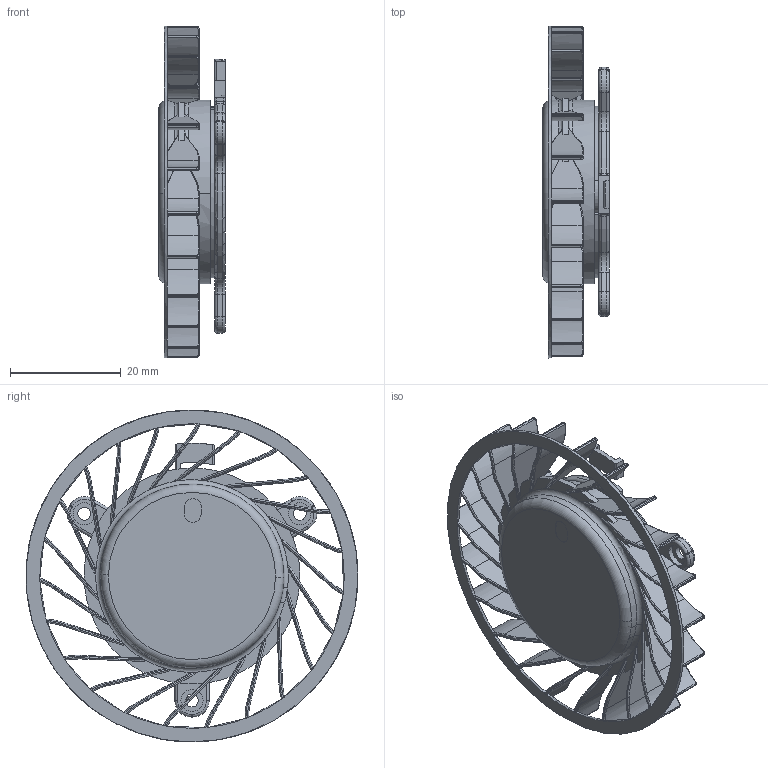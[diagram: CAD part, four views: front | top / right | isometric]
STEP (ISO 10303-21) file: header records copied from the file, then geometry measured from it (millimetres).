
FILE_DESCRIPTION((''),'2;1');
FILE_NAME('NB8CB00-15K11_FAN_20190201_ASM','2019-02-27T',('ALLEN.HAN'),(''),'PRO/ENGINEER BY PARAMETRIC TECHNOLOGY CORPORATION, 2009360','PRO/ENGINEER BY PARAMETRIC TECHNOLOGY CORPORATION, 2009360','');
FILE_SCHEMA(('CONFIG_CONTROL_DESIGN'));
Length unit declared in the file: millimetre
Products named in the file (8): SNC_PILLOW_17_1_1_1; BUSHING_8_1_1_1; FAN_ASSY_ASM_6_ASM_1_ASM_1_ASM__ASM; FAN_ASSY_NB8CB00-15K11_ASM_1_AS_ASM; FAN_ASSY_NB8CB00-15K11_20160728_ASM; SNC_IMPELLER_NB8CB00-15K11_1; FAN_ASSY_NB8CB00-15K11_20160803_ASM; NB8CB00-15K11_FAN_20190201_ASM
Assembly tree (7 placements, depth 6):
  NB8CB00-15K11_FAN_20190201_ASM
    FAN_ASSY_NB8CB00-15K11_20160803_ASM
      FAN_ASSY_NB8CB00-15K11_20160728_ASM
        FAN_ASSY_NB8CB00-15K11_ASM_1_AS_ASM
          FAN_ASSY_ASM_6_ASM_1_ASM_1_ASM__ASM
            SNC_PILLOW_17_1_1_1
            BUSHING_8_1_1_1
      SNC_IMPELLER_NB8CB00-15K11_1
Bounding box: 12 x 60 x 59.99 mm (x, y, z)
Volume: 4875.7 mm3; surface area: 12116.8 mm2
Topology: 3 solids, 3 shells, 1067 faces, 2849 edges, 1758 vertices
Faces by surface type: cylinder 346, torus 255, plane 213, bspline 188, cone 65
Entity records: 42807 total; most frequent: CARTESIAN_POINT 17037, ORIENTED_EDGE 5698, DIRECTION 5297, EDGE_CURVE 2849, AXIS2_PLACEMENT_3D 2276, VERTEX_POINT 1758, CIRCLE 1376, EDGE_LOOP 1099
